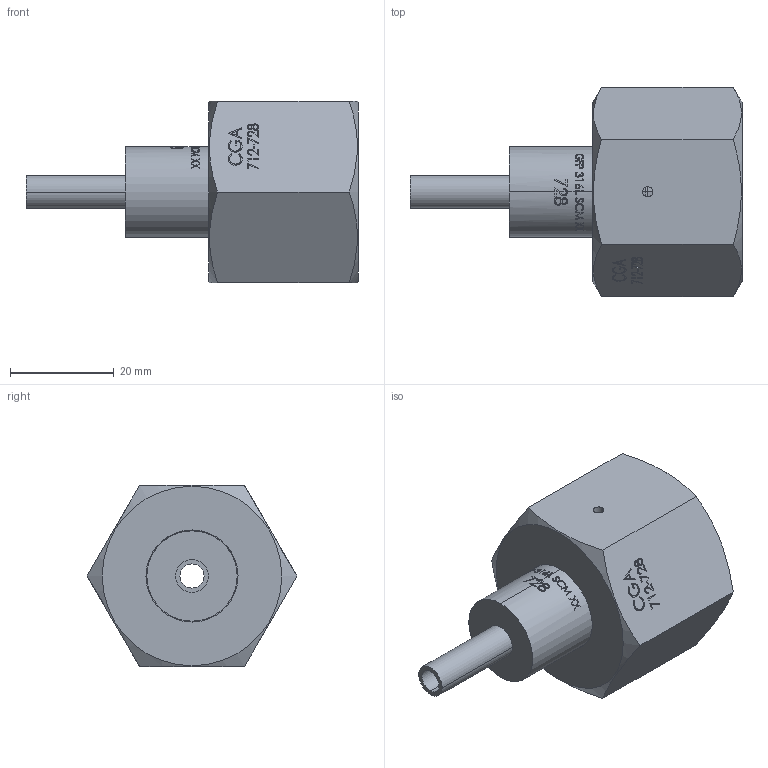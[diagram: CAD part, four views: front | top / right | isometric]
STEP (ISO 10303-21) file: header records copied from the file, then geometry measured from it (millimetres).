
FILE_DESCRIPTION (( 'STEP AP203' ), '1' );
FILE_NAME ('INL-728SS-4TS.STEP', '2025-09-11T18:02:19', ( '' ), ( '' ), 'SwSTEP 2.0', 'SolidWorks 2018', '' );
FILE_SCHEMA (( 'CONFIG_CONTROL_DESIGN' ));
Length unit declared in the file: inch
Products named in the file (3): INL-728SS-4TS; PRT-001390; PRT-000030
Assembly tree (2 placements, depth 2):
  INL-728SS-4TS
    PRT-000030
    PRT-001390
Bounding box: 63.87 x 40.33 x 34.92 mm (x, y, z)
Volume: 27227.9 mm3; surface area: 12898.6 mm2
Topology: 2 solids, 2 shells, 245 faces, 837 edges, 632 vertices
Faces by surface type: plane 87, cylinder 72, bspline 52, torus 18, cone 16
Entity records: 17164 total; most frequent: CARTESIAN_POINT 10133, ORIENTED_EDGE 1674, DIRECTION 1018, EDGE_CURVE 837, VERTEX_POINT 632, B_SPLINE_CURVE_WITH_KNOTS 371, AXIS2_PLACEMENT_3D 354, LINE 310
